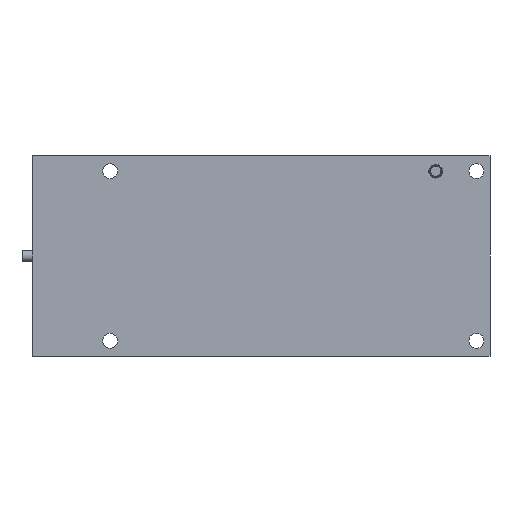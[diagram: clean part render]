
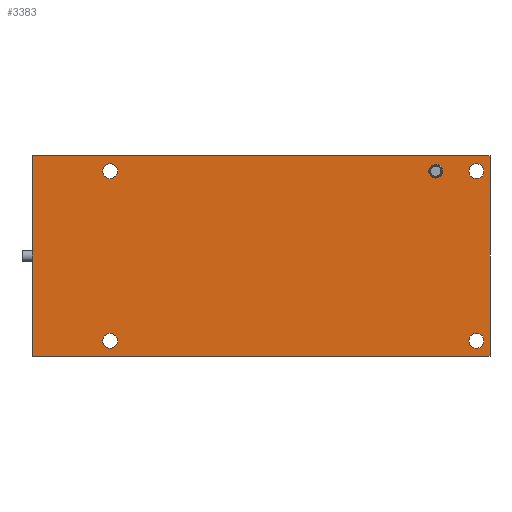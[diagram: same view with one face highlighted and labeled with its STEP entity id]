
A CAD part, front view. The second image highlights one B-rep face of the part: STEP entity #3383.
In plain terms, the highlighted planar face has unit normal (0, -1, 0).
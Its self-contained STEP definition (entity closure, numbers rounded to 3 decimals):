
#1519 = CARTESIAN_POINT ( 'NONE',  ( 271.144, 60.048, 402.074 ) ) ;
#1665 = CARTESIAN_POINT ( 'NONE',  ( 1.144, 60.048, 277.074 ) ) ;
#1749 = FACE_BOUND ( 'NONE', #10379, .T. ) ;
#1843 = DIRECTION ( 'NONE',  ( 0., 1., 0. ) ) ;
#1868 = CIRCLE ( 'NONE', #20083, 3.75 ) ;
#1959 = CARTESIAN_POINT ( 'NONE',  ( 241.144, 60.048, 405.824 ) ) ;
#2121 = CARTESIAN_POINT ( 'NONE',  ( 281.144, 60.048, 265.574 ) ) ;
#2196 = CARTESIAN_POINT ( 'NONE',  ( -56.356, 60.048, 413.574 ) ) ;
#2317 = EDGE_CURVE ( 'NONE', #22971, #20828, #6474, .T. ) ;
#2540 = AXIS2_PLACEMENT_3D ( 'NONE', #1519, #11443, #21418 ) ;
#2973 = CARTESIAN_POINT ( 'NONE',  ( 241.144, 60.048, 402.074 ) ) ;
#3008 = EDGE_CURVE ( 'NONE', #21919, #12259, #5666, .T. ) ;
#3353 = ORIENTED_EDGE ( 'NONE', *, *, #25224, .F. ) ;
#3383 = ADVANCED_FACE ( 'NONE', ( #6639, #24104, #1749, #11674, #21666, #31629 ), #9232, .F. ) ;
#3694 = CARTESIAN_POINT ( 'NONE',  ( 241.144, 60.048, 398.324 ) ) ;
#3863 = DIRECTION ( 'NONE',  ( 0., 0., -1. ) ) ;
#4076 = DIRECTION ( 'NONE',  ( 0., 1., 0. ) ) ;
#4284 = EDGE_CURVE ( 'NONE', #5367, #14276, #29835, .T. ) ;
#4491 = ORIENTED_EDGE ( 'NONE', *, *, #4284, .T. ) ;
#4535 = CARTESIAN_POINT ( 'NONE',  ( 112.394, 60.048, 339.574 ) ) ;
#5045 = DIRECTION ( 'NONE',  ( 0., 1., 0. ) ) ;
#5114 = DIRECTION ( 'NONE',  ( 0., 1., 0. ) ) ;
#5367 = VERTEX_POINT ( 'NONE', #7195 ) ;
#5520 = ORIENTED_EDGE ( 'NONE', *, *, #24336, .F. ) ;
#5666 = CIRCLE ( 'NONE', #9780, 5.5 ) ;
#6011 = VECTOR ( 'NONE', #3863, 1000. ) ;
#6474 = CIRCLE ( 'NONE', #28880, 5.5 ) ;
#6639 = FACE_OUTER_BOUND ( 'NONE', #19917, .T. ) ;
#7195 = CARTESIAN_POINT ( 'NONE',  ( 1.144, 60.048, 407.574 ) ) ;
#7295 = EDGE_LOOP ( 'NONE', ( #19817, #28486 ) ) ;
#7447 = AXIS2_PLACEMENT_3D ( 'NONE', #2973, #12900, #22888 ) ;
#7529 = AXIS2_PLACEMENT_3D ( 'NONE', #28565, #13712, #23681 ) ;
#8608 = EDGE_CURVE ( 'NONE', #28946, #14655, #16254, .T. ) ;
#8734 = DIRECTION ( 'NONE',  ( 0., 1., 0. ) ) ;
#8891 = EDGE_CURVE ( 'NONE', #23736, #13769, #1868, .T. ) ;
#9232 = PLANE ( 'NONE',  #23638 ) ;
#9780 = AXIS2_PLACEMENT_3D ( 'NONE', #26415, #4076, #14015 ) ;
#9873 = AXIS2_PLACEMENT_3D ( 'NONE', #24195, #1843, #11765 ) ;
#10379 = EDGE_LOOP ( 'NONE', ( #10951, #4491 ) ) ;
#10951 = ORIENTED_EDGE ( 'NONE', *, *, #20297, .T. ) ;
#10954 = VERTEX_POINT ( 'NONE', #20031 ) ;
#11153 = CARTESIAN_POINT ( 'NONE',  ( 241.144, 60.048, 402.074 ) ) ;
#11394 = LINE ( 'NONE', #21372, #20559 ) ;
#11443 = DIRECTION ( 'NONE',  ( 0., 1., 0. ) ) ;
#11592 = DIRECTION ( 'NONE',  ( 0., 1., 0. ) ) ;
#11674 = FACE_BOUND ( 'NONE', #27589, .T. ) ;
#11765 = DIRECTION ( 'NONE',  ( 0., 0., 1. ) ) ;
#11873 = AXIS2_PLACEMENT_3D ( 'NONE', #27459, #5114, #15039 ) ;
#11955 = CARTESIAN_POINT ( 'NONE',  ( 271.144, 60.048, 282.574 ) ) ;
#12041 = DIRECTION ( 'NONE',  ( -1., 0., 0. ) ) ;
#12117 = DIRECTION ( 'NONE',  ( 0., 0., 1. ) ) ;
#12217 = CIRCLE ( 'NONE', #30491, 5.5 ) ;
#12259 = VERTEX_POINT ( 'NONE', #11955 ) ;
#12900 = DIRECTION ( 'NONE',  ( 0., 1., 0. ) ) ;
#13156 = VERTEX_POINT ( 'NONE', #17903 ) ;
#13224 = ORIENTED_EDGE ( 'NONE', *, *, #21572, .T. ) ;
#13712 = DIRECTION ( 'NONE',  ( 0., 1., 0. ) ) ;
#13769 = VERTEX_POINT ( 'NONE', #1959 ) ;
#14015 = DIRECTION ( 'NONE',  ( 0., 0., 1. ) ) ;
#14276 = VERTEX_POINT ( 'NONE', #27664 ) ;
#14322 = CARTESIAN_POINT ( 'NONE',  ( 1.144, 60.048, 271.574 ) ) ;
#14447 = DIRECTION ( 'NONE',  ( 0., 1., 0. ) ) ;
#14655 = VERTEX_POINT ( 'NONE', #18649 ) ;
#14972 = DIRECTION ( 'NONE',  ( 0., 0., 1. ) ) ;
#15039 = DIRECTION ( 'NONE',  ( 0., 0., 1. ) ) ;
#15637 = EDGE_CURVE ( 'NONE', #13769, #23736, #21535, .T. ) ;
#15796 = AXIS2_PLACEMENT_3D ( 'NONE', #31090, #8734, #18697 ) ;
#16254 = LINE ( 'NONE', #26217, #6011 ) ;
#16608 = CIRCLE ( 'NONE', #2540, 5.5 ) ;
#16953 = CARTESIAN_POINT ( 'NONE',  ( 271.144, 60.048, 271.574 ) ) ;
#17841 = VERTEX_POINT ( 'NONE', #20418 ) ;
#17903 = CARTESIAN_POINT ( 'NONE',  ( -56.356, 60.048, 413.574 ) ) ;
#18649 = CARTESIAN_POINT ( 'NONE',  ( 281.144, 60.048, 265.574 ) ) ;
#18697 = DIRECTION ( 'NONE',  ( 0., 0., 1. ) ) ;
#19817 = ORIENTED_EDGE ( 'NONE', *, *, #3008, .T. ) ;
#19917 = EDGE_LOOP ( 'NONE', ( #3353, #21186, #32205, #5520 ) ) ;
#20031 = CARTESIAN_POINT ( 'NONE',  ( 271.144, 60.048, 407.574 ) ) ;
#20083 = AXIS2_PLACEMENT_3D ( 'NONE', #11153, #21146, #31082 ) ;
#20297 = EDGE_CURVE ( 'NONE', #14276, #5367, #23981, .T. ) ;
#20308 = ORIENTED_EDGE ( 'NONE', *, *, #8891, .T. ) ;
#20418 = CARTESIAN_POINT ( 'NONE',  ( -56.356, 60.048, 265.574 ) ) ;
#20559 = VECTOR ( 'NONE', #31311, 1000. ) ;
#20828 = VERTEX_POINT ( 'NONE', #23440 ) ;
#21146 = DIRECTION ( 'NONE',  ( 0., 1., 0. ) ) ;
#21186 = ORIENTED_EDGE ( 'NONE', *, *, #28238, .F. ) ;
#21372 = CARTESIAN_POINT ( 'NONE',  ( 281.144, 60.048, 413.574 ) ) ;
#21418 = DIRECTION ( 'NONE',  ( 0., 0., 1. ) ) ;
#21535 = CIRCLE ( 'NONE', #7447, 3.75 ) ;
#21572 = EDGE_CURVE ( 'NONE', #30417, #10954, #25969, .T. ) ;
#21574 = DIRECTION ( 'NONE',  ( 0., 0., 1. ) ) ;
#21632 = CIRCLE ( 'NONE', #7529, 5.5 ) ;
#21665 = EDGE_CURVE ( 'NONE', #10954, #30417, #16608, .T. ) ;
#21666 = FACE_BOUND ( 'NONE', #7295, .T. ) ;
#21919 = VERTEX_POINT ( 'NONE', #16953 ) ;
#22888 = DIRECTION ( 'NONE',  ( 0., 0., 1. ) ) ;
#22971 = VERTEX_POINT ( 'NONE', #14322 ) ;
#23138 = VECTOR ( 'NONE', #12041, 1000. ) ;
#23440 = CARTESIAN_POINT ( 'NONE',  ( 1.144, 60.048, 282.574 ) ) ;
#23638 = AXIS2_PLACEMENT_3D ( 'NONE', #4535, #14447, #24425 ) ;
#23681 = DIRECTION ( 'NONE',  ( 0., 0., 1. ) ) ;
#23736 = VERTEX_POINT ( 'NONE', #3694 ) ;
#23981 = CIRCLE ( 'NONE', #9873, 5.5 ) ;
#24104 = FACE_BOUND ( 'NONE', #26364, .T. ) ;
#24195 = CARTESIAN_POINT ( 'NONE',  ( 1.144, 60.048, 402.074 ) ) ;
#24336 = EDGE_CURVE ( 'NONE', #13156, #28946, #11394, .T. ) ;
#24425 = DIRECTION ( 'NONE',  ( 0., 0., 1. ) ) ;
#24480 = LINE ( 'NONE', #2121, #23138 ) ;
#24558 = LINE ( 'NONE', #2196, #24793 ) ;
#24704 = CARTESIAN_POINT ( 'NONE',  ( 271.144, 60.048, 396.574 ) ) ;
#24793 = VECTOR ( 'NONE', #12117, 1000. ) ;
#25224 = EDGE_CURVE ( 'NONE', #17841, #13156, #24558, .T. ) ;
#25969 = CIRCLE ( 'NONE', #11873, 5.5 ) ;
#26217 = CARTESIAN_POINT ( 'NONE',  ( 281.144, 60.048, 413.574 ) ) ;
#26286 = ORIENTED_EDGE ( 'NONE', *, *, #31381, .T. ) ;
#26364 = EDGE_LOOP ( 'NONE', ( #32207, #26286 ) ) ;
#26376 = ORIENTED_EDGE ( 'NONE', *, *, #21665, .T. ) ;
#26415 = CARTESIAN_POINT ( 'NONE',  ( 271.144, 60.048, 277.074 ) ) ;
#27105 = ORIENTED_EDGE ( 'NONE', *, *, #15637, .T. ) ;
#27250 = CARTESIAN_POINT ( 'NONE',  ( 281.144, 60.048, 413.574 ) ) ;
#27391 = CARTESIAN_POINT ( 'NONE',  ( 1.144, 60.048, 277.074 ) ) ;
#27459 = CARTESIAN_POINT ( 'NONE',  ( 271.144, 60.048, 402.074 ) ) ;
#27589 = EDGE_LOOP ( 'NONE', ( #13224, #26376 ) ) ;
#27664 = CARTESIAN_POINT ( 'NONE',  ( 1.144, 60.048, 396.574 ) ) ;
#28238 = EDGE_CURVE ( 'NONE', #14655, #17841, #24480, .T. ) ;
#28486 = ORIENTED_EDGE ( 'NONE', *, *, #31988, .T. ) ;
#28565 = CARTESIAN_POINT ( 'NONE',  ( 271.144, 60.048, 277.074 ) ) ;
#28880 = AXIS2_PLACEMENT_3D ( 'NONE', #1665, #11592, #21574 ) ;
#28946 = VERTEX_POINT ( 'NONE', #27250 ) ;
#29290 = EDGE_LOOP ( 'NONE', ( #20308, #27105 ) ) ;
#29835 = CIRCLE ( 'NONE', #15796, 5.5 ) ;
#30417 = VERTEX_POINT ( 'NONE', #24704 ) ;
#30491 = AXIS2_PLACEMENT_3D ( 'NONE', #27391, #5045, #14972 ) ;
#31082 = DIRECTION ( 'NONE',  ( 0., 0., 1. ) ) ;
#31090 = CARTESIAN_POINT ( 'NONE',  ( 1.144, 60.048, 402.074 ) ) ;
#31311 = DIRECTION ( 'NONE',  ( 1., 0., 0. ) ) ;
#31381 = EDGE_CURVE ( 'NONE', #20828, #22971, #12217, .T. ) ;
#31629 = FACE_BOUND ( 'NONE', #29290, .T. ) ;
#31988 = EDGE_CURVE ( 'NONE', #12259, #21919, #21632, .T. ) ;
#32205 = ORIENTED_EDGE ( 'NONE', *, *, #8608, .F. ) ;
#32207 = ORIENTED_EDGE ( 'NONE', *, *, #2317, .T. ) ;
